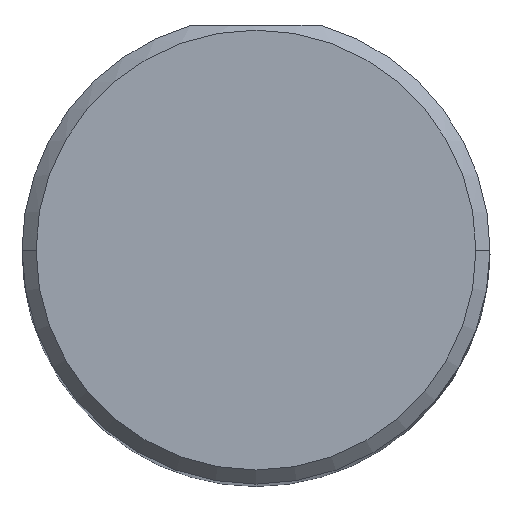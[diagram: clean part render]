
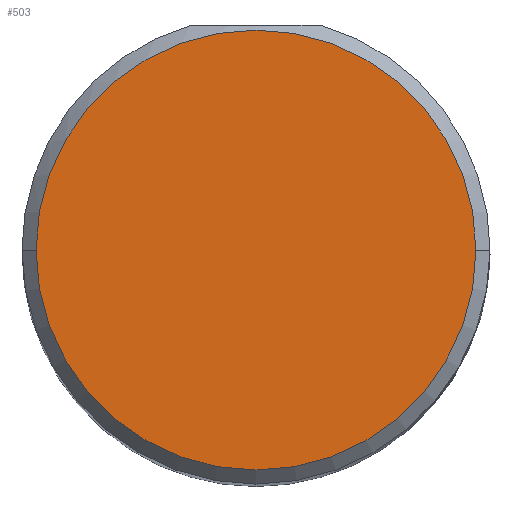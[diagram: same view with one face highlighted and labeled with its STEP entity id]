
A CAD part, top view. The second image highlights one B-rep face of the part: STEP entity #503.
In plain terms, the highlighted planar face has unit normal (0, 0, 1).
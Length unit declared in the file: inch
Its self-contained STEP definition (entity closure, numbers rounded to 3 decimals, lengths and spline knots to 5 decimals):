
#3 = AXIS2_PLACEMENT_3D ( 'NONE', #184, #466, #34 ) ;
#26 = DIRECTION ( 'NONE',  ( 1., 0., 0. ) ) ;
#34 = DIRECTION ( 'NONE',  ( 1., 0., 0. ) ) ;
#72 = PLANE ( 'NONE',  #213 ) ;
#184 = CARTESIAN_POINT ( 'NONE',  ( 0., 0., 3. ) ) ;
#210 = CARTESIAN_POINT ( 'NONE',  ( 0.235, 0., 3. ) ) ;
#213 = AXIS2_PLACEMENT_3D ( 'NONE', #322, #268, #604 ) ;
#221 = CIRCLE ( 'NONE', #513, 0.235 ) ;
#259 = CIRCLE ( 'NONE', #3, 0.235 ) ;
#262 = CARTESIAN_POINT ( 'NONE',  ( 0., 0., 3. ) ) ;
#268 = DIRECTION ( 'NONE',  ( 0., 0., 1. ) ) ;
#294 = EDGE_LOOP ( 'NONE', ( #565, #368 ) ) ;
#308 = VERTEX_POINT ( 'NONE', #210 ) ;
#322 = CARTESIAN_POINT ( 'NONE',  ( 0., 0., 3. ) ) ;
#366 = CARTESIAN_POINT ( 'NONE',  ( -0.235, 0., 3. ) ) ;
#368 = ORIENTED_EDGE ( 'NONE', *, *, #417, .T. ) ;
#409 = DIRECTION ( 'NONE',  ( 0., 0., 1. ) ) ;
#417 = EDGE_CURVE ( 'NONE', #308, #455, #221, .T. ) ;
#455 = VERTEX_POINT ( 'NONE', #366 ) ;
#466 = DIRECTION ( 'NONE',  ( 0., 0., 1. ) ) ;
#503 = ADVANCED_FACE ( 'NONE', ( #504 ), #72, .T. ) ;
#504 = FACE_OUTER_BOUND ( 'NONE', #294, .T. ) ;
#513 = AXIS2_PLACEMENT_3D ( 'NONE', #262, #409, #26 ) ;
#551 = EDGE_CURVE ( 'NONE', #455, #308, #259, .T. ) ;
#565 = ORIENTED_EDGE ( 'NONE', *, *, #551, .T. ) ;
#604 = DIRECTION ( 'NONE',  ( 1., 0., 0. ) ) ;
